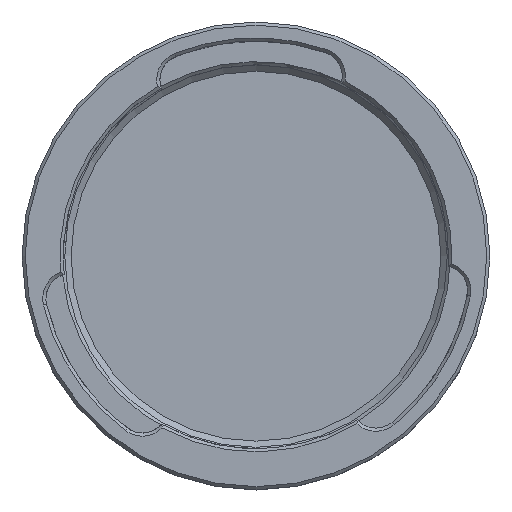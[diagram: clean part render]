
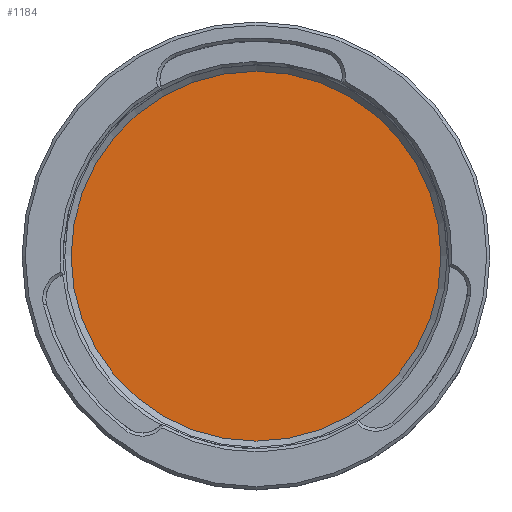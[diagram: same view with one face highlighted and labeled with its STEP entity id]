
A CAD part, top view. The second image highlights one B-rep face of the part: STEP entity #1184.
In plain terms, the highlighted planar face has unit normal (0, 0, 1).
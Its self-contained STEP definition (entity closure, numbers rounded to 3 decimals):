
#141=CIRCLE('',#1338,29.25);
#294=ORIENTED_EDGE('',*,*,#593,.T.);
#593=EDGE_CURVE('',#741,#741,#141,.T.);
#741=VERTEX_POINT('',#2013);
#975=EDGE_LOOP('',(#294));
#1066=FACE_BOUND('',#975,.T.);
#1136=PLANE('',#1337);
#1184=ADVANCED_FACE('',(#1066),#1136,.T.);
#1337=AXIS2_PLACEMENT_3D('',#2011,#1614,#1615);
#1338=AXIS2_PLACEMENT_3D('',#2012,#1616,#1617);
#1614=DIRECTION('',(0.,0.,1.));
#1615=DIRECTION('',(1.,0.,0.));
#1616=DIRECTION('',(0.,0.,1.));
#1617=DIRECTION('',(1.,0.,0.));
#2011=CARTESIAN_POINT('',(0.,0.,-20.25));
#2012=CARTESIAN_POINT('',(0.,0.,-20.25));
#2013=CARTESIAN_POINT('',(29.25,0.,-20.25));
